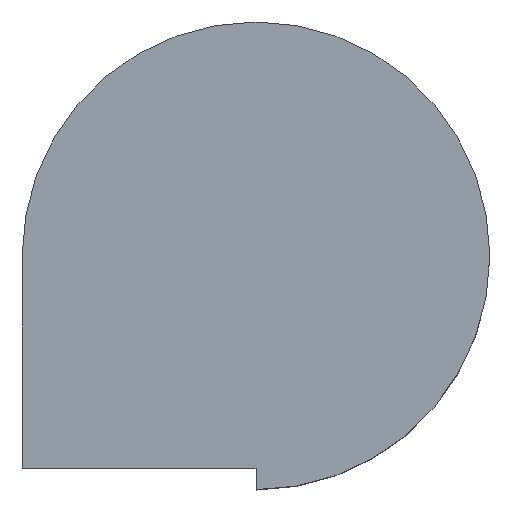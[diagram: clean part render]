
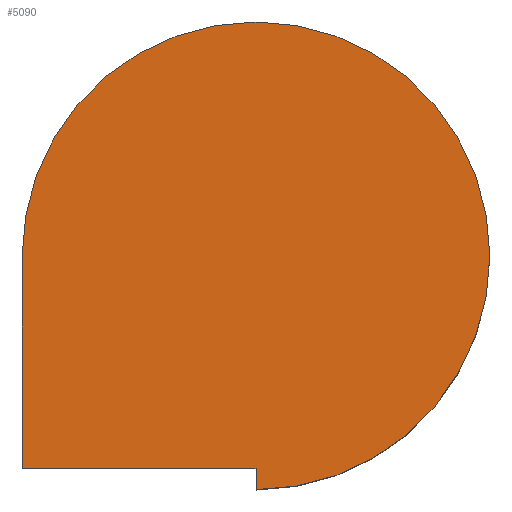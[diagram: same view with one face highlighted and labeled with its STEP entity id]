
A CAD part, top view. The second image highlights one B-rep face of the part: STEP entity #5090.
In plain terms, the highlighted planar face has unit normal (0, 0, 1).
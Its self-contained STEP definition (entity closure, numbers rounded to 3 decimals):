
#563=PLANE('',#5402);
#796=FACE_OUTER_BOUND('',#1042,.T.);
#1042=EDGE_LOOP('',(#3795,#3796,#3797,#3798));
#1365=LINE('',#7493,#1956);
#1374=LINE('',#7513,#1965);
#1375=LINE('',#7515,#1966);
#1956=VECTOR('',#5933,10.);
#1965=VECTOR('',#5952,10.);
#1966=VECTOR('',#5953,10.);
#2513=CIRCLE('',#5403,165.2);
#2630=VERTEX_POINT('',#7490);
#2631=VERTEX_POINT('',#7492);
#2637=VERTEX_POINT('',#7512);
#2638=VERTEX_POINT('',#7514);
#3083=EDGE_CURVE('',#2631,#2630,#1365,.T.);
#3093=EDGE_CURVE('',#2630,#2637,#1374,.T.);
#3094=EDGE_CURVE('',#2637,#2638,#1375,.T.);
#3095=EDGE_CURVE('',#2638,#2631,#2513,.T.);
#3795=ORIENTED_EDGE('',*,*,#3093,.T.);
#3796=ORIENTED_EDGE('',*,*,#3094,.T.);
#3797=ORIENTED_EDGE('',*,*,#3095,.T.);
#3798=ORIENTED_EDGE('',*,*,#3083,.T.);
#5090=ADVANCED_FACE('',(#796),#563,.T.);
#5402=AXIS2_PLACEMENT_3D('',#7511,#5950,#5951);
#5403=AXIS2_PLACEMENT_3D('',#7516,#5954,#5955);
#5933=DIRECTION('',(0.,-1.,0.));
#5950=DIRECTION('center_axis',(0.,0.,1.));
#5951=DIRECTION('ref_axis',(1.,0.,0.));
#5952=DIRECTION('',(1.,0.,0.));
#5953=DIRECTION('',(0.,-1.,0.));
#5954=DIRECTION('center_axis',(0.,0.,1.));
#5955=DIRECTION('ref_axis',(0.,-1.,0.));
#7490=CARTESIAN_POINT('',(-40.2,0.,153.));
#7492=CARTESIAN_POINT('',(-40.2,150.2,153.));
#7493=CARTESIAN_POINT('',(-40.2,150.2,153.));
#7511=CARTESIAN_POINT('Origin',(125.,150.2,153.));
#7512=CARTESIAN_POINT('',(125.,0.,153.));
#7513=CARTESIAN_POINT('',(62.5,0.,153.));
#7514=CARTESIAN_POINT('',(125.,-15.,153.));
#7515=CARTESIAN_POINT('',(125.,0.,153.));
#7516=CARTESIAN_POINT('Origin',(125.,150.2,153.));
